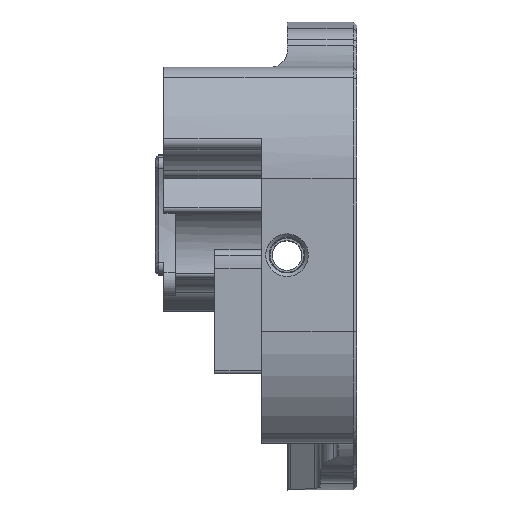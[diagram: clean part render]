
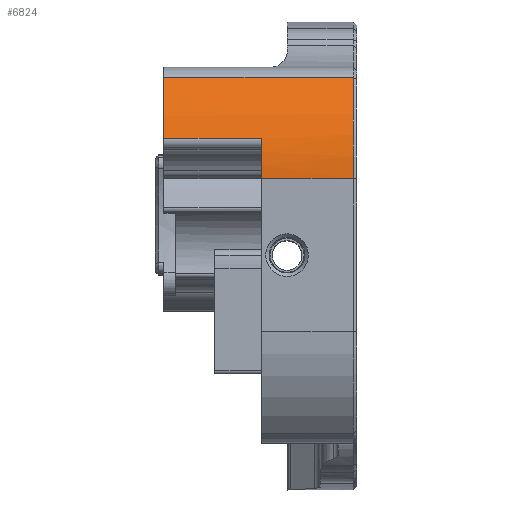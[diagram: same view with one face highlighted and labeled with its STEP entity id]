
A CAD part, top view. The second image highlights one B-rep face of the part: STEP entity #6824.
In plain terms, the highlighted cylindrical face has radius 17 mm (diameter 34 mm), a partial arc.
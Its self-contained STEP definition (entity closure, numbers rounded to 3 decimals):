
#324 = PLANE('',#325);
#325 = AXIS2_PLACEMENT_3D('',#326,#327,#328);
#326 = CARTESIAN_POINT('',(-3.,152.303,
    -105.042));
#327 = DIRECTION('',(1.,0.,0.));
#328 = DIRECTION('',(0.,-1.,0.));
#469 = PLANE('',#470);
#470 = AXIS2_PLACEMENT_3D('',#471,#472,#473);
#471 = CARTESIAN_POINT('',(-14.5,155.464,
    -86.3));
#472 = DIRECTION('',(-1.,0.,0.));
#473 = DIRECTION('',(0.,1.,0.));
#1856 = VERTEX_POINT('',#1857);
#1857 = CARTESIAN_POINT('',(-3.,146.506,
    -111.826));
#1871 = PLANE('',#1872);
#1872 = AXIS2_PLACEMENT_3D('',#1873,#1874,#1875);
#1873 = CARTESIAN_POINT('',(0.,168.714,
    -111.826));
#1874 = DIRECTION('',(-0.,0.,-1.));
#1875 = DIRECTION('',(0.,-1.,0.));
#1883 = EDGE_CURVE('',#1884,#1856,#1886,.T.);
#1884 = VERTEX_POINT('',#1885);
#1885 = CARTESIAN_POINT('',(-3.,141.747,
    -111.147));
#1886 = SURFACE_CURVE('',#1887,(#1892,#1899),.PCURVE_S1.);
#1887 = CIRCLE('',#1888,17.);
#1888 = AXIS2_PLACEMENT_3D('',#1889,#1890,#1891);
#1889 = CARTESIAN_POINT('',(-3.,146.506,
    -94.826));
#1890 = DIRECTION('',(1.,0.,0.));
#1891 = DIRECTION('',(0.,-0.383,
    -0.924));
#1892 = PCURVE('',#324,#1893);
#1893 = DEFINITIONAL_REPRESENTATION('',(#1894),#1898);
#1894 = CIRCLE('',#1895,17.);
#1895 = AXIS2_PLACEMENT_2D('',#1896,#1897);
#1896 = CARTESIAN_POINT('',(5.797,-10.215));
#1897 = DIRECTION('',(0.383,0.924));
#1898 = ( GEOMETRIC_REPRESENTATION_CONTEXT(2) 
PARAMETRIC_REPRESENTATION_CONTEXT() REPRESENTATION_CONTEXT('2D SPACE',''
  ) );
#1899 = PCURVE('',#1900,#1905);
#1900 = CYLINDRICAL_SURFACE('',#1901,17.);
#1901 = AXIS2_PLACEMENT_3D('',#1902,#1903,#1904);
#1902 = CARTESIAN_POINT('',(0.,146.506,
    -94.826));
#1903 = DIRECTION('',(1.,0.,0.));
#1904 = DIRECTION('',(0.,-0.383,
    -0.924));
#1905 = DEFINITIONAL_REPRESENTATION('',(#1906),#1910);
#1906 = LINE('',#1907,#1908);
#1907 = CARTESIAN_POINT('',(0.,-3.));
#1908 = VECTOR('',#1909,1.);
#1909 = DIRECTION('',(1.,0.));
#1910 = ( GEOMETRIC_REPRESENTATION_CONTEXT(2) 
PARAMETRIC_REPRESENTATION_CONTEXT() REPRESENTATION_CONTEXT('2D SPACE',''
  ) );
#1929 = CYLINDRICAL_SURFACE('',#1930,1.);
#1930 = AXIS2_PLACEMENT_3D('',#1931,#1932,#1933);
#1931 = CARTESIAN_POINT('',(0.,142.027,
    -110.187));
#1932 = DIRECTION('',(-1.,0.,0.));
#1933 = DIRECTION('',(0.,0.6,-0.8)
  );
#2594 = VERTEX_POINT('',#2595);
#2595 = CARTESIAN_POINT('',(-14.5,141.747,
    -111.147));
#2621 = EDGE_CURVE('',#2594,#2622,#2624,.T.);
#2622 = VERTEX_POINT('',#2623);
#2623 = CARTESIAN_POINT('',(-14.5,134.552,
    -106.913));
#2624 = SURFACE_CURVE('',#2625,(#2630,#2637),.PCURVE_S1.);
#2625 = CIRCLE('',#2626,17.);
#2626 = AXIS2_PLACEMENT_3D('',#2627,#2628,#2629);
#2627 = CARTESIAN_POINT('',(-14.5,146.506,
    -94.826));
#2628 = DIRECTION('',(-1.,0.,0.));
#2629 = DIRECTION('',(0.,0.,-1.));
#2630 = PCURVE('',#469,#2631);
#2631 = DEFINITIONAL_REPRESENTATION('',(#2632),#2636);
#2632 = CIRCLE('',#2633,17.);
#2633 = AXIS2_PLACEMENT_2D('',#2634,#2635);
#2634 = CARTESIAN_POINT('',(-8.958,8.526));
#2635 = DIRECTION('',(0.,1.));
#2636 = ( GEOMETRIC_REPRESENTATION_CONTEXT(2) 
PARAMETRIC_REPRESENTATION_CONTEXT() REPRESENTATION_CONTEXT('2D SPACE',''
  ) );
#2637 = PCURVE('',#1900,#2638);
#2638 = DEFINITIONAL_REPRESENTATION('',(#2639),#2643);
#2639 = LINE('',#2640,#2641);
#2640 = CARTESIAN_POINT('',(0.393,-14.5));
#2641 = VECTOR('',#2642,1.);
#2642 = DIRECTION('',(-1.,0.));
#2643 = ( GEOMETRIC_REPRESENTATION_CONTEXT(2) 
PARAMETRIC_REPRESENTATION_CONTEXT() REPRESENTATION_CONTEXT('2D SPACE',''
  ) );
#2662 = CYLINDRICAL_SURFACE('',#2663,4.);
#2663 = AXIS2_PLACEMENT_3D('',#2664,#2665,#2666);
#2664 = CARTESIAN_POINT('',(0.,137.364,
    -104.069));
#2665 = DIRECTION('',(-1.,0.,0.));
#2666 = DIRECTION('',(0.,-0.923,
    -0.385));
#6740 = VERTEX_POINT('',#6741);
#6741 = CARTESIAN_POINT('',(7.8,146.506,
    -111.826));
#6767 = EDGE_CURVE('',#6740,#1856,#6768,.T.);
#6768 = SURFACE_CURVE('',#6769,(#6773,#6780),.PCURVE_S1.);
#6769 = LINE('',#6770,#6771);
#6770 = CARTESIAN_POINT('',(0.,146.506,
    -111.826));
#6771 = VECTOR('',#6772,1.);
#6772 = DIRECTION('',(-1.,0.,0.));
#6773 = PCURVE('',#1871,#6774);
#6774 = DEFINITIONAL_REPRESENTATION('',(#6775),#6779);
#6775 = LINE('',#6776,#6777);
#6776 = CARTESIAN_POINT('',(22.208,0.));
#6777 = VECTOR('',#6778,1.);
#6778 = DIRECTION('',(0.,1.));
#6779 = ( GEOMETRIC_REPRESENTATION_CONTEXT(2) 
PARAMETRIC_REPRESENTATION_CONTEXT() REPRESENTATION_CONTEXT('2D SPACE',''
  ) );
#6780 = PCURVE('',#1900,#6781);
#6781 = DEFINITIONAL_REPRESENTATION('',(#6782),#6786);
#6782 = LINE('',#6783,#6784);
#6783 = CARTESIAN_POINT('',(0.393,0.));
#6784 = VECTOR('',#6785,1.);
#6785 = DIRECTION('',(0.,-1.));
#6786 = ( GEOMETRIC_REPRESENTATION_CONTEXT(2) 
PARAMETRIC_REPRESENTATION_CONTEXT() REPRESENTATION_CONTEXT('2D SPACE',''
  ) );
#6824 = ADVANCED_FACE('',(#6825),#1900,.T.);
#6825 = FACE_BOUND('',#6826,.T.);
#6826 = EDGE_LOOP('',(#6827,#6828,#6829,#6858,#6879,#6880));
#6827 = ORIENTED_EDGE('',*,*,#1883,.T.);
#6828 = ORIENTED_EDGE('',*,*,#6767,.F.);
#6829 = ORIENTED_EDGE('',*,*,#6830,.F.);
#6830 = EDGE_CURVE('',#6831,#6740,#6833,.T.);
#6831 = VERTEX_POINT('',#6832);
#6832 = CARTESIAN_POINT('',(7.8,134.552,
    -106.913));
#6833 = SURFACE_CURVE('',#6834,(#6839,#6846),.PCURVE_S1.);
#6834 = CIRCLE('',#6835,17.);
#6835 = AXIS2_PLACEMENT_3D('',#6836,#6837,#6838);
#6836 = CARTESIAN_POINT('',(7.8,146.506,
    -94.826));
#6837 = DIRECTION('',(1.,0.,0.));
#6838 = DIRECTION('',(0.,-0.383,
    -0.924));
#6839 = PCURVE('',#1900,#6840);
#6840 = DEFINITIONAL_REPRESENTATION('',(#6841),#6845);
#6841 = LINE('',#6842,#6843);
#6842 = CARTESIAN_POINT('',(-6.283,7.8));
#6843 = VECTOR('',#6844,1.);
#6844 = DIRECTION('',(1.,0.));
#6845 = ( GEOMETRIC_REPRESENTATION_CONTEXT(2) 
PARAMETRIC_REPRESENTATION_CONTEXT() REPRESENTATION_CONTEXT('2D SPACE',''
  ) );
#6846 = PCURVE('',#6847,#6852);
#6847 = CONICAL_SURFACE('',#6848,16.8,0.785);
#6848 = AXIS2_PLACEMENT_3D('',#6849,#6850,#6851);
#6849 = CARTESIAN_POINT('',(8.,146.506,
    -94.826));
#6850 = DIRECTION('',(-1.,0.,0.));
#6851 = DIRECTION('',(0.,-0.383,
    -0.924));
#6852 = DEFINITIONAL_REPRESENTATION('',(#6853),#6857);
#6853 = LINE('',#6854,#6855);
#6854 = CARTESIAN_POINT('',(12.566,0.2));
#6855 = VECTOR('',#6856,1.);
#6856 = DIRECTION('',(-1.,0.));
#6857 = ( GEOMETRIC_REPRESENTATION_CONTEXT(2) 
PARAMETRIC_REPRESENTATION_CONTEXT() REPRESENTATION_CONTEXT('2D SPACE',''
  ) );
#6858 = ORIENTED_EDGE('',*,*,#6859,.T.);
#6859 = EDGE_CURVE('',#6831,#2622,#6860,.T.);
#6860 = SURFACE_CURVE('',#6861,(#6865,#6872),.PCURVE_S1.);
#6861 = LINE('',#6862,#6863);
#6862 = CARTESIAN_POINT('',(0.,134.552,
    -106.913));
#6863 = VECTOR('',#6864,1.);
#6864 = DIRECTION('',(-1.,0.,0.));
#6865 = PCURVE('',#1900,#6866);
#6866 = DEFINITIONAL_REPRESENTATION('',(#6867),#6871);
#6867 = LINE('',#6868,#6869);
#6868 = CARTESIAN_POINT('',(-0.387,0.));
#6869 = VECTOR('',#6870,1.);
#6870 = DIRECTION('',(0.,-1.));
#6871 = ( GEOMETRIC_REPRESENTATION_CONTEXT(2) 
PARAMETRIC_REPRESENTATION_CONTEXT() REPRESENTATION_CONTEXT('2D SPACE',''
  ) );
#6872 = PCURVE('',#2662,#6873);
#6873 = DEFINITIONAL_REPRESENTATION('',(#6874),#6878);
#6874 = LINE('',#6875,#6876);
#6875 = CARTESIAN_POINT('',(5.888,0.));
#6876 = VECTOR('',#6877,1.);
#6877 = DIRECTION('',(0.,1.));
#6878 = ( GEOMETRIC_REPRESENTATION_CONTEXT(2) 
PARAMETRIC_REPRESENTATION_CONTEXT() REPRESENTATION_CONTEXT('2D SPACE',''
  ) );
#6879 = ORIENTED_EDGE('',*,*,#2621,.F.);
#6880 = ORIENTED_EDGE('',*,*,#6881,.F.);
#6881 = EDGE_CURVE('',#1884,#2594,#6882,.T.);
#6882 = SURFACE_CURVE('',#6883,(#6887,#6894),.PCURVE_S1.);
#6883 = LINE('',#6884,#6885);
#6884 = CARTESIAN_POINT('',(0.,141.747,
    -111.147));
#6885 = VECTOR('',#6886,1.);
#6886 = DIRECTION('',(-1.,0.,0.));
#6887 = PCURVE('',#1900,#6888);
#6888 = DEFINITIONAL_REPRESENTATION('',(#6889),#6893);
#6889 = LINE('',#6890,#6891);
#6890 = CARTESIAN_POINT('',(0.109,0.));
#6891 = VECTOR('',#6892,1.);
#6892 = DIRECTION('',(0.,-1.));
#6893 = ( GEOMETRIC_REPRESENTATION_CONTEXT(2) 
PARAMETRIC_REPRESENTATION_CONTEXT() REPRESENTATION_CONTEXT('2D SPACE',''
  ) );
#6894 = PCURVE('',#1929,#6895);
#6895 = DEFINITIONAL_REPRESENTATION('',(#6896),#6900);
#6896 = LINE('',#6897,#6898);
#6897 = CARTESIAN_POINT('',(7.21,0.));
#6898 = VECTOR('',#6899,1.);
#6899 = DIRECTION('',(0.,1.));
#6900 = ( GEOMETRIC_REPRESENTATION_CONTEXT(2) 
PARAMETRIC_REPRESENTATION_CONTEXT() REPRESENTATION_CONTEXT('2D SPACE',''
  ) );
